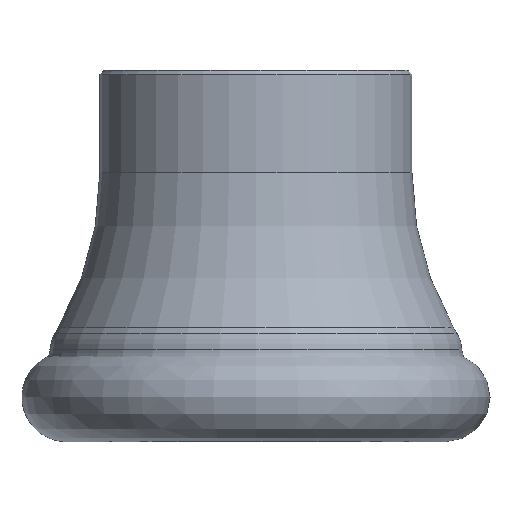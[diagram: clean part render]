
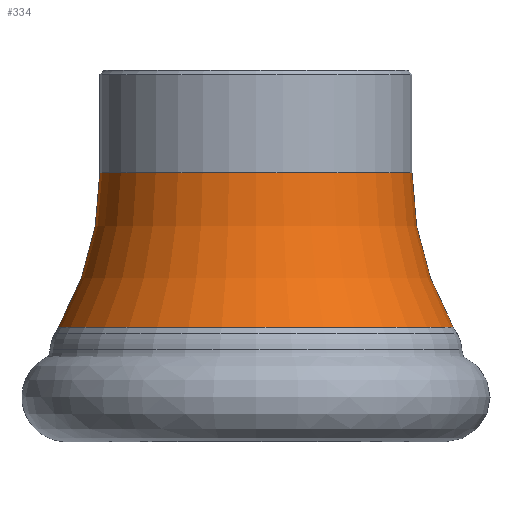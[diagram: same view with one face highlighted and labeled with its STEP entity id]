
A CAD part, front view. The second image highlights one B-rep face of the part: STEP entity #334.
In plain terms, the highlighted toroidal (fillet/blend) face has major radius 62.681 mm and minor radius 41.681 mm.
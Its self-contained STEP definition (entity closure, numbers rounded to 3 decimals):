
#107=TOROIDAL_SURFACE('',#597,62.681,41.681);
#121=EDGE_LOOP('',(#187));
#122=EDGE_LOOP('',(#188));
#187=ORIENTED_EDGE('',*,*,#253,.F.);
#188=ORIENTED_EDGE('',*,*,#254,.T.);
#253=EDGE_CURVE('',#437,#437,#286,.T.);
#254=EDGE_CURVE('',#438,#438,#287,.T.);
#286=CIRCLE('',#595,26.565);
#287=CIRCLE('',#596,21.);
#334=ADVANCED_FACE('',(#369,#370),#107,.F.);
#369=FACE_BOUND('',#121,.T.);
#370=FACE_BOUND('',#122,.T.);
#437=VERTEX_POINT('',#2359);
#438=VERTEX_POINT('',#2361);
#595=AXIS2_PLACEMENT_3D('',#2358,#688,#689);
#596=AXIS2_PLACEMENT_3D('',#2360,#690,#691);
#597=AXIS2_PLACEMENT_3D('',#2362,#692,#693);
#688=DIRECTION('',(0.,0.,-1.));
#689=DIRECTION('',(-1.,0.,0.));
#690=DIRECTION('',(0.,0.,-1.));
#691=DIRECTION('',(-1.,0.,0.));
#692=DIRECTION('',(0.,0.,-1.));
#693=DIRECTION('',(-1.,0.,0.));
#2358=CARTESIAN_POINT('',(0.,0.,-34.586));
#2359=CARTESIAN_POINT('',(-26.565,0.,-34.586));
#2360=CARTESIAN_POINT('',(0.,0.,-13.778));
#2361=CARTESIAN_POINT('',(-21.,0.,-13.778));
#2362=CARTESIAN_POINT('',(0.,0.,-13.778));
